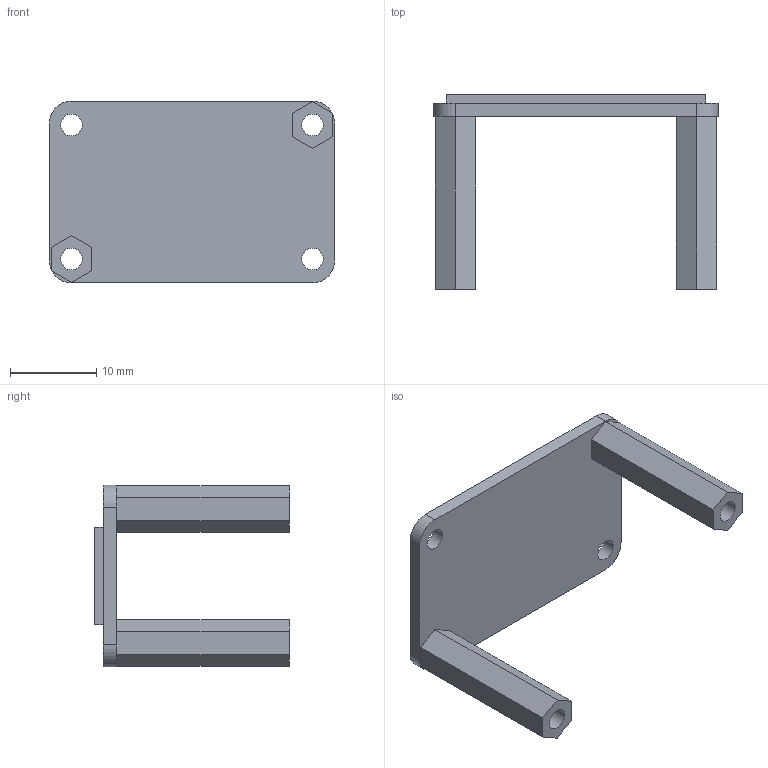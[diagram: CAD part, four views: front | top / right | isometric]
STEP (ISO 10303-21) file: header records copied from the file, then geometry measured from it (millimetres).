
FILE_DESCRIPTION(/* description */ (''),/* implementation_level */ '2;1');
FILE_NAME(/* name */ 'adafruit oled with half standoffs.step',/* time_stamp */ '2022-09-18T10:21:09-06:00',/* author */ (''),/* organization */ (''),/* preprocessor_version */ 'ST-DEVELOPER v19',/* originating_system */ 'Autodesk Translation Framework v11.7.0.108',/* authorisation */ '');
FILE_SCHEMA (('AUTOMOTIVE_DESIGN { 1 0 10303 214 3 1 1 }'));
Length unit declared in the file: millimetre
Products named in the file (1): adafruit oled
Bounding box: 33.02 x 22.55 x 21.05 mm (x, y, z)
Volume: 1947 mm3; surface area: 2654.3 mm2
Topology: 3 solids, 3 shells, 37 faces, 90 edges, 60 vertices
Faces by surface type: plane 27, cylinder 10
Full cylindrical faces by diameter (mm): 2.5 x6
Entity records: 1167 total; most frequent: CARTESIAN_POINT 188, DIRECTION 186, ORIENTED_EDGE 180, EDGE_CURVE 90, LINE 70, VECTOR 70, VERTEX_POINT 60, AXIS2_PLACEMENT_3D 58
